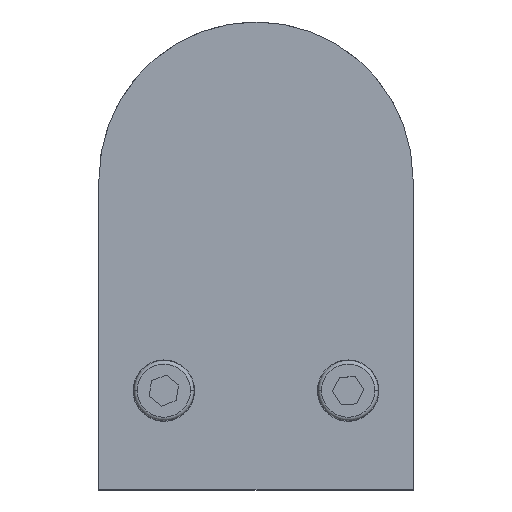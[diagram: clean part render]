
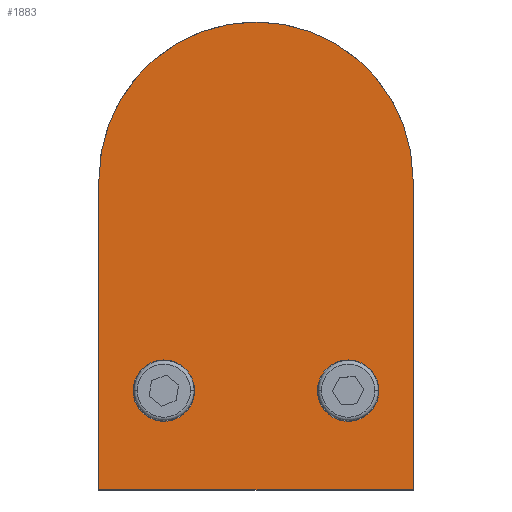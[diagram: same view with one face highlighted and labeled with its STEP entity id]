
A CAD part, top view. The second image highlights one B-rep face of the part: STEP entity #1883.
In plain terms, the highlighted planar face has unit normal (0, 0, 1).
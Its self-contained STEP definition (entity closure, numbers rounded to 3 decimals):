
#22 = EDGE_CURVE ( 'NONE', #208, #170, #513, .T. ) ;
#66 = VERTEX_POINT ( 'NONE', #922 ) ;
#109 = CARTESIAN_POINT ( 'NONE',  ( -23., 0., 14.25 ) ) ;
#115 = CARTESIAN_POINT ( 'NONE',  ( -13.5, 26., 14.25 ) ) ;
#139 = DIRECTION ( 'NONE',  ( 0., 0., 1. ) ) ;
#145 = VERTEX_POINT ( 'NONE', #2003 ) ;
#152 = DIRECTION ( 'NONE',  ( 0., 0., 1. ) ) ;
#162 = ORIENTED_EDGE ( 'NONE', *, *, #472, .T. ) ;
#170 = VERTEX_POINT ( 'NONE', #2219 ) ;
#185 = ORIENTED_EDGE ( 'NONE', *, *, #1647, .F. ) ;
#208 = VERTEX_POINT ( 'NONE', #843 ) ;
#212 = DIRECTION ( 'NONE',  ( 0., 1., 0. ) ) ;
#243 = VERTEX_POINT ( 'NONE', #656 ) ;
#281 = DIRECTION ( 'NONE',  ( 0., -1., 0. ) ) ;
#300 = DIRECTION ( 'NONE',  ( 1., 0., 0. ) ) ;
#361 = CARTESIAN_POINT ( 'NONE',  ( 0., 57., 14.25 ) ) ;
#386 = EDGE_CURVE ( 'NONE', #66, #170, #487, .T. ) ;
#425 = PLANE ( 'NONE',  #429 ) ;
#429 = AXIS2_PLACEMENT_3D ( 'NONE', #361, #152, #955 ) ;
#435 = VECTOR ( 'NONE', #212, 1000. ) ;
#466 = CARTESIAN_POINT ( 'NONE',  ( 23., 0., 14.25 ) ) ;
#468 = CIRCLE ( 'NONE', #1149, 4.5 ) ;
#472 = EDGE_CURVE ( 'NONE', #243, #66, #2303, .T. ) ;
#487 = LINE ( 'NONE', #109, #2384 ) ;
#501 = CARTESIAN_POINT ( 'NONE',  ( 45.1, 11.496, 14.25 ) ) ;
#513 = LINE ( 'NONE', #501, #2552 ) ;
#540 = DIRECTION ( 'NONE',  ( 1., 0., 0. ) ) ;
#556 = FACE_BOUND ( 'NONE', #2158, .T. ) ;
#653 = DIRECTION ( 'NONE',  ( 0., 0., 1. ) ) ;
#656 = CARTESIAN_POINT ( 'NONE',  ( 23., 57., 14.25 ) ) ;
#685 = EDGE_CURVE ( 'NONE', #208, #243, #2104, .T. ) ;
#700 = CARTESIAN_POINT ( 'NONE',  ( 0., 57., 14.25 ) ) ;
#730 = VERTEX_POINT ( 'NONE', #802 ) ;
#743 = DIRECTION ( 'NONE',  ( 1., 0., 0. ) ) ;
#762 = CIRCLE ( 'NONE', #1017, 4.5 ) ;
#771 = DIRECTION ( 'NONE',  ( 0., 0., 1. ) ) ;
#802 = CARTESIAN_POINT ( 'NONE',  ( -9., 26., 14.25 ) ) ;
#843 = CARTESIAN_POINT ( 'NONE',  ( 23., 11.496, 14.25 ) ) ;
#868 = CARTESIAN_POINT ( 'NONE',  ( 13.5, 26., 14.25 ) ) ;
#922 = CARTESIAN_POINT ( 'NONE',  ( -23., 57., 14.25 ) ) ;
#955 = DIRECTION ( 'NONE',  ( 1., 0., 0. ) ) ;
#977 = CIRCLE ( 'NONE', #2464, 4.5 ) ;
#1008 = ORIENTED_EDGE ( 'NONE', *, *, #685, .T. ) ;
#1017 = AXIS2_PLACEMENT_3D ( 'NONE', #115, #139, #300 ) ;
#1149 = AXIS2_PLACEMENT_3D ( 'NONE', #868, #653, #1683 ) ;
#1252 = CARTESIAN_POINT ( 'NONE',  ( -13.5, 26., 14.25 ) ) ;
#1323 = ORIENTED_EDGE ( 'NONE', *, *, #1757, .F. ) ;
#1372 = VERTEX_POINT ( 'NONE', #2417 ) ;
#1375 = FACE_BOUND ( 'NONE', #1907, .T. ) ;
#1440 = CARTESIAN_POINT ( 'NONE',  ( 13.5, 26., 14.25 ) ) ;
#1492 = CIRCLE ( 'NONE', #2336, 4.5 ) ;
#1498 = VERTEX_POINT ( 'NONE', #1640 ) ;
#1510 = ORIENTED_EDGE ( 'NONE', *, *, #386, .T. ) ;
#1520 = DIRECTION ( 'NONE',  ( 0., 0., 1. ) ) ;
#1640 = CARTESIAN_POINT ( 'NONE',  ( 18., 26., 14.25 ) ) ;
#1647 = EDGE_CURVE ( 'NONE', #1372, #1498, #468, .T. ) ;
#1683 = DIRECTION ( 'NONE',  ( 1., 0., 0. ) ) ;
#1704 = DIRECTION ( 'NONE',  ( -1., 0., 0. ) ) ;
#1757 = EDGE_CURVE ( 'NONE', #145, #730, #762, .T. ) ;
#1762 = DIRECTION ( 'NONE',  ( 0., 0., 1. ) ) ;
#1765 = EDGE_LOOP ( 'NONE', ( #2550, #1008, #162, #1510 ) ) ;
#1876 = AXIS2_PLACEMENT_3D ( 'NONE', #700, #1520, #2321 ) ;
#1883 = ADVANCED_FACE ( 'NONE', ( #556, #1375, #2599 ), #425, .T. ) ;
#1886 = EDGE_CURVE ( 'NONE', #730, #145, #1492, .T. ) ;
#1906 = EDGE_CURVE ( 'NONE', #1498, #1372, #977, .T. ) ;
#1907 = EDGE_LOOP ( 'NONE', ( #2529, #185 ) ) ;
#2003 = CARTESIAN_POINT ( 'NONE',  ( -18., 26., 14.25 ) ) ;
#2085 = ORIENTED_EDGE ( 'NONE', *, *, #1886, .F. ) ;
#2104 = LINE ( 'NONE', #466, #435 ) ;
#2158 = EDGE_LOOP ( 'NONE', ( #2085, #1323 ) ) ;
#2219 = CARTESIAN_POINT ( 'NONE',  ( -23., 11.496, 14.25 ) ) ;
#2303 = CIRCLE ( 'NONE', #1876, 23. ) ;
#2321 = DIRECTION ( 'NONE',  ( 1., 0., 0. ) ) ;
#2336 = AXIS2_PLACEMENT_3D ( 'NONE', #1252, #1762, #540 ) ;
#2384 = VECTOR ( 'NONE', #281, 1000. ) ;
#2417 = CARTESIAN_POINT ( 'NONE',  ( 9., 26., 14.25 ) ) ;
#2464 = AXIS2_PLACEMENT_3D ( 'NONE', #1440, #771, #743 ) ;
#2529 = ORIENTED_EDGE ( 'NONE', *, *, #1906, .F. ) ;
#2550 = ORIENTED_EDGE ( 'NONE', *, *, #22, .F. ) ;
#2552 = VECTOR ( 'NONE', #1704, 1000. ) ;
#2599 = FACE_OUTER_BOUND ( 'NONE', #1765, .T. ) ;
